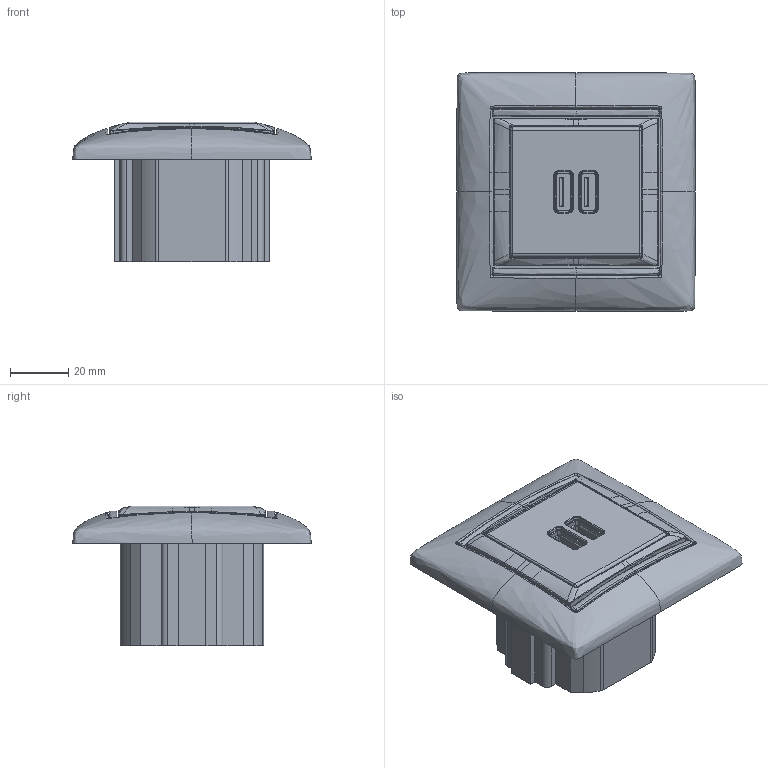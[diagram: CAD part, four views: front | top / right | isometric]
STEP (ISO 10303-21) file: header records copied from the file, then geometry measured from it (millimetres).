
FILE_DESCRIPTION(('STEP AP203'), '1');
FILE_NAME('770470', '2025-05-30T03:24:00', ('lkeadmin'), ('DC1INFRASCCM01'), 'C3D Converter', 'C3D Toolkit', '');
FILE_SCHEMA(('CONFIG_CONTROL_DESIGN'));
Length unit declared in the file: millimetre
Products named in the file (1): БЕИВ.434435.030
Bounding box: 82 x 82 x 48.13 mm (x, y, z)
Volume: 137686.3 mm3; surface area: 32020.2 mm2
Topology: 1 solids, 19 shells, 1066 faces, 2662 edges, 1609 vertices
Faces by surface type: plane 479, bspline 360, cylinder 143, extrusion 28, cone 28, sphere 20, torus 8
Entity records: 90475 total; most frequent: CARTESIAN_POINT 68841, ORIENTED_EDGE 5268, DIRECTION 3069, EDGE_CURVE 2634, VERTEX_POINT 1625, VECTOR 1307, LINE 1279, B_SPLINE_CURVE_WITH_KNOTS 1091
